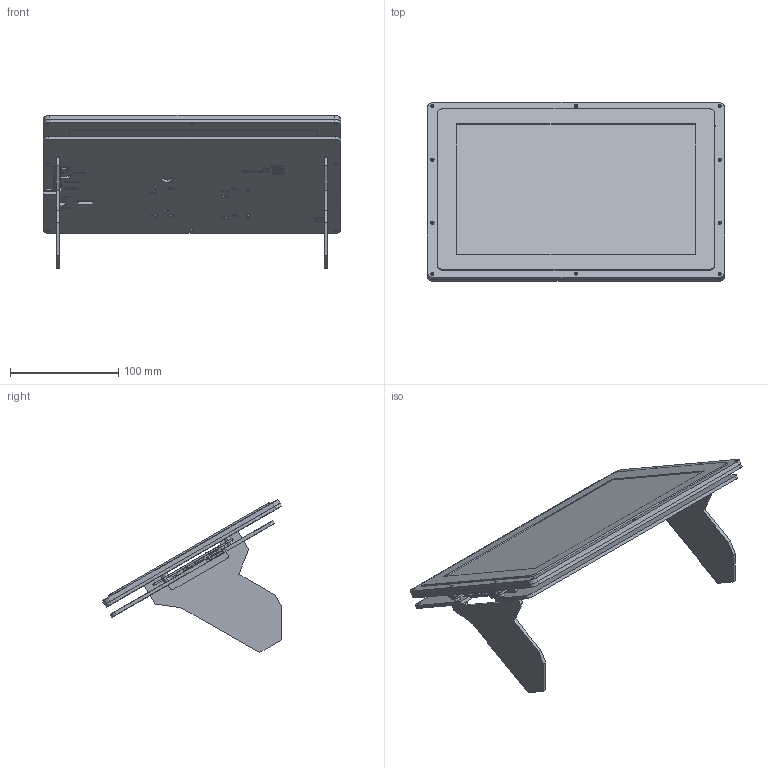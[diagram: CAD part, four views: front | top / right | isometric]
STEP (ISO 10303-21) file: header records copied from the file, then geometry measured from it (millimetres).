
FILE_DESCRIPTION((''),'2;1');
FILE_NAME('10_1_-_4-__ASM','2017-10-16T',('raytine'),(''),'PRO/ENGINEER BY PARAMETRIC TECHNOLOGY CORPORATION, 2009360','PRO/ENGINEER BY PARAMETRIC TECHNOLOGY CORPORATION, 2009360','');
FILE_SCHEMA(('CONFIG_CONTROL_DESIGN'));
Length unit declared in the file: millimetre
Products named in the file (18): 3MM______; 10_1__________-____4-B__; 10_1____-________; 10_1____-______-51082; 10_1__________-____4-A__; ______1; ______2; PRODUCT_59677_ASM; 10_1__________-____4-C__; 10_1____-______-79706; MICROB-USB; HDMI_; 10_1_____-_________-PCB; 10_1-____PCB_____ASM; ______2_10_1__________-____4-___ASM; 10_1__________-____4-_____ASM; _10_1_____-__4-__; 10_1_-_4-__ASM
Assembly tree (25 placements, depth 5):
  10_1_-_4-__ASM
    10_1__________-____4-_____ASM
      ______2_10_1__________-____4-___ASM
        3MM______  x8
        10_1__________-____4-B__
        10_1____-________
        10_1____-______-51082
        10_1__________-____4-A__
        PRODUCT_59677_ASM
          ______1
          ______2
        10_1__________-____4-C__
        10_1____-______-79706
        10_1-____PCB_____ASM
          MICROB-USB  x2
          HDMI_
          10_1_____-_________-PCB
    _10_1_____-__4-__
Bounding box: 274.13 x 165.5 x 141.23 mm (x, y, z)
Volume: 489191.6 mm3; surface area: 424328.7 mm2
Topology: 20 solids, 20 shells, 2475 faces, 6898 edges, 4608 vertices
Faces by surface type: plane 1412, extrusion 711, cylinder 324, cone 12, torus 12, bspline 4
Entity records: 80069 total; most frequent: CARTESIAN_POINT 20672, ORIENTED_EDGE 13242, DIRECTION 9853, EDGE_CURVE 6621, VECTOR 5305, LINE 4594, VERTEX_POINT 4431, EDGE_LOOP 2638
